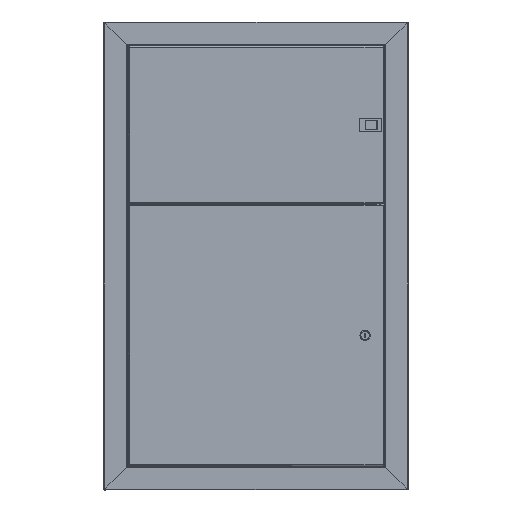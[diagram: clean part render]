
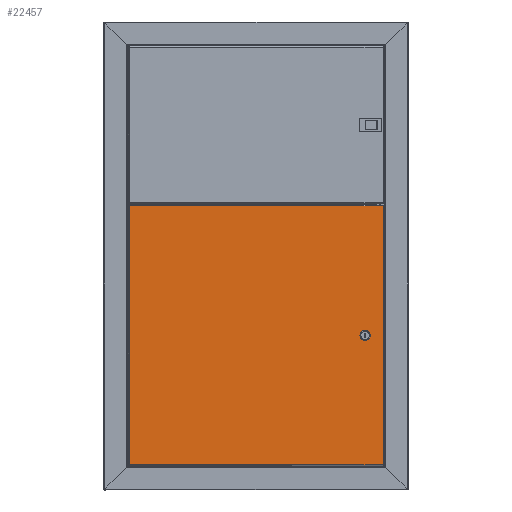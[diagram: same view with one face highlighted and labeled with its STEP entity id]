
A CAD part, top view. The second image highlights one B-rep face of the part: STEP entity #22457.
In plain terms, the highlighted planar face has unit normal (0, 0, 1).
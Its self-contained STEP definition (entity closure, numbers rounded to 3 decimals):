
#85 = VECTOR ( 'NONE', #33032, 1000. ) ;
#329 = DIRECTION ( 'NONE',  ( 1., 0., 0. ) ) ;
#349 = FACE_BOUND ( 'NONE', #12221, .T. ) ;
#721 = LINE ( 'NONE', #24307, #12026 ) ;
#1156 = VERTEX_POINT ( 'NONE', #9712 ) ;
#1509 = CARTESIAN_POINT ( 'NONE',  ( 282.099, 48.5, 0. ) ) ;
#1880 = DIRECTION ( 'NONE',  ( 0., 1., 0. ) ) ;
#3762 = DIRECTION ( 'NONE',  ( 0., -1., 0. ) ) ;
#5380 = AXIS2_PLACEMENT_3D ( 'NONE', #17970, #15665, #24295 ) ;
#5633 = LINE ( 'NONE', #37494, #21388 ) ;
#6536 = DIRECTION ( 'NONE',  ( 0., 0., 1. ) ) ;
#6711 = CARTESIAN_POINT ( 'NONE',  ( 278.45, 40., 0. ) ) ;
#6903 = DIRECTION ( 'NONE',  ( 0., 0., 1. ) ) ;
#7804 = LINE ( 'NONE', #22215, #9818 ) ;
#8906 = VERTEX_POINT ( 'NONE', #23642 ) ;
#9346 = AXIS2_PLACEMENT_3D ( 'NONE', #32558, #36365, #13140 ) ;
#9712 = CARTESIAN_POINT ( 'NONE',  ( 555.2, 544., 0. ) ) ;
#9818 = VECTOR ( 'NONE', #1880, 1000. ) ;
#9925 = VERTEX_POINT ( 'NONE', #20998 ) ;
#10299 = EDGE_CURVE ( 'NONE', #1156, #25275, #5633, .T. ) ;
#11127 = EDGE_CURVE ( 'NONE', #19464, #1156, #7804, .T. ) ;
#11577 = CIRCLE ( 'NONE', #19572, 9.25 ) ;
#11791 = VERTEX_POINT ( 'NONE', #12335 ) ;
#12026 = VECTOR ( 'NONE', #329, 1000. ) ;
#12103 = EDGE_CURVE ( 'NONE', #8906, #35772, #11577, .T. ) ;
#12221 = EDGE_LOOP ( 'NONE', ( #13939, #37687, #26449, #24633, #30025 ) ) ;
#12335 = CARTESIAN_POINT ( 'NONE',  ( 1.7, 1.7, 0. ) ) ;
#12401 = CARTESIAN_POINT ( 'NONE',  ( 1.7, 544., 0. ) ) ;
#12947 = LINE ( 'NONE', #33462, #29867 ) ;
#13140 = DIRECTION ( 'NONE',  ( -1., 0., 0. ) ) ;
#13939 = ORIENTED_EDGE ( 'NONE', *, *, #25073, .F. ) ;
#14560 = AXIS2_PLACEMENT_3D ( 'NONE', #6711, #6903, #29930 ) ;
#15028 = VERTEX_POINT ( 'NONE', #25863 ) ;
#15173 = CARTESIAN_POINT ( 'NONE',  ( 278.45, 40., 0. ) ) ;
#15665 = DIRECTION ( 'NONE',  ( 0., 0., 1. ) ) ;
#15695 = ORIENTED_EDGE ( 'NONE', *, *, #11127, .T. ) ;
#16778 = ORIENTED_EDGE ( 'NONE', *, *, #29002, .T. ) ;
#17970 = CARTESIAN_POINT ( 'NONE',  ( 278.45, 40., 0. ) ) ;
#18249 = CIRCLE ( 'NONE', #5380, 9.25 ) ;
#18603 = LINE ( 'NONE', #1509, #32783 ) ;
#18921 = FACE_OUTER_BOUND ( 'NONE', #22397, .T. ) ;
#19443 = EDGE_CURVE ( 'NONE', #11791, #19464, #24209, .T. ) ;
#19464 = VERTEX_POINT ( 'NONE', #22102 ) ;
#19572 = AXIS2_PLACEMENT_3D ( 'NONE', #15173, #6536, #23613 ) ;
#20998 = CARTESIAN_POINT ( 'NONE',  ( 274.801, 48.5, 0. ) ) ;
#21357 = CARTESIAN_POINT ( 'NONE',  ( 1.7, 1.7, 0. ) ) ;
#21388 = VECTOR ( 'NONE', #28851, 1000. ) ;
#22102 = CARTESIAN_POINT ( 'NONE',  ( 555.2, 1.7, 0. ) ) ;
#22215 = CARTESIAN_POINT ( 'NONE',  ( 555.2, 0., 0. ) ) ;
#22397 = EDGE_LOOP ( 'NONE', ( #34685, #15695, #37372, #16778 ) ) ;
#22457 = ADVANCED_FACE ( 'NONE', ( #349, #18921 ), #27898, .F. ) ;
#23613 = DIRECTION ( 'NONE',  ( 1., 0., 0. ) ) ;
#23642 = CARTESIAN_POINT ( 'NONE',  ( 282.099, 31.5, 0. ) ) ;
#24209 = LINE ( 'NONE', #21357, #85 ) ;
#24295 = DIRECTION ( 'NONE',  ( 1., 0., 0. ) ) ;
#24307 = CARTESIAN_POINT ( 'NONE',  ( 282.099, 31.5, 0. ) ) ;
#24633 = ORIENTED_EDGE ( 'NONE', *, *, #26534, .F. ) ;
#25073 = EDGE_CURVE ( 'NONE', #32591, #9925, #18603, .T. ) ;
#25275 = VERTEX_POINT ( 'NONE', #12401 ) ;
#25863 = CARTESIAN_POINT ( 'NONE',  ( 274.801, 31.5, 0. ) ) ;
#26187 = CIRCLE ( 'NONE', #14560, 9.25 ) ;
#26449 = ORIENTED_EDGE ( 'NONE', *, *, #12103, .F. ) ;
#26534 = EDGE_CURVE ( 'NONE', #15028, #8906, #721, .T. ) ;
#27740 = EDGE_CURVE ( 'NONE', #35772, #32591, #26187, .T. ) ;
#27898 = PLANE ( 'NONE',  #9346 ) ;
#28851 = DIRECTION ( 'NONE',  ( -1., 0., 0. ) ) ;
#29002 = EDGE_CURVE ( 'NONE', #25275, #11791, #12947, .T. ) ;
#29867 = VECTOR ( 'NONE', #3762, 1000. ) ;
#29930 = DIRECTION ( 'NONE',  ( 1., 0., 0. ) ) ;
#30025 = ORIENTED_EDGE ( 'NONE', *, *, #37516, .F. ) ;
#32558 = CARTESIAN_POINT ( 'NONE',  ( 0., 545.7, 0. ) ) ;
#32591 = VERTEX_POINT ( 'NONE', #36898 ) ;
#32783 = VECTOR ( 'NONE', #36248, 1000. ) ;
#33032 = DIRECTION ( 'NONE',  ( 1., 0., 0. ) ) ;
#33462 = CARTESIAN_POINT ( 'NONE',  ( 1.7, 544.823, 0. ) ) ;
#34685 = ORIENTED_EDGE ( 'NONE', *, *, #19443, .T. ) ;
#35772 = VERTEX_POINT ( 'NONE', #36838 ) ;
#36248 = DIRECTION ( 'NONE',  ( -1., 0., 0. ) ) ;
#36365 = DIRECTION ( 'NONE',  ( 0., 0., -1. ) ) ;
#36838 = CARTESIAN_POINT ( 'NONE',  ( 287.7, 40., 0. ) ) ;
#36898 = CARTESIAN_POINT ( 'NONE',  ( 282.099, 48.5, 0. ) ) ;
#37372 = ORIENTED_EDGE ( 'NONE', *, *, #10299, .T. ) ;
#37494 = CARTESIAN_POINT ( 'NONE',  ( 556.023, 544., 0. ) ) ;
#37516 = EDGE_CURVE ( 'NONE', #9925, #15028, #18249, .T. ) ;
#37687 = ORIENTED_EDGE ( 'NONE', *, *, #27740, .F. ) ;
